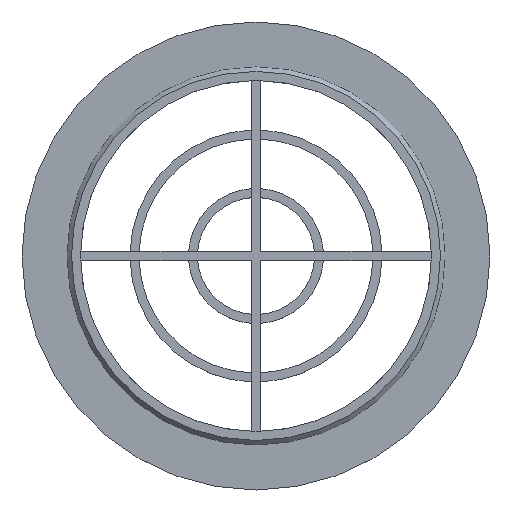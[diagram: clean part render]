
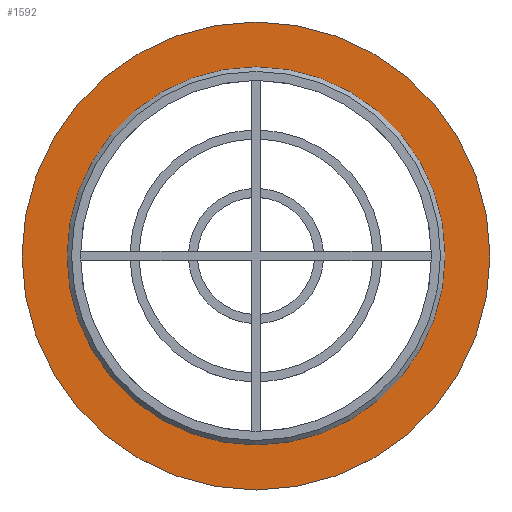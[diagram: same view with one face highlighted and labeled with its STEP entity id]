
A CAD part, top view. The second image highlights one B-rep face of the part: STEP entity #1592.
In plain terms, the highlighted planar face has unit normal (0, 0, 1).
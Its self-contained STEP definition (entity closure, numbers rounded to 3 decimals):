
#68=FACE_BOUND('',#316,.T.);
#112=PLANE('',#1761);
#216=FACE_OUTER_BOUND('',#315,.T.);
#315=EDGE_LOOP('',(#1479));
#316=EDGE_LOOP('',(#1480));
#572=CIRCLE('',#1612,42.);
#638=CIRCLE('',#1760,52.);
#641=VERTEX_POINT('',#2209);
#779=VERTEX_POINT('',#2779);
#784=EDGE_CURVE('',#641,#641,#572,.T.);
#1013=EDGE_CURVE('',#779,#779,#638,.T.);
#1479=ORIENTED_EDGE('',*,*,#1013,.T.);
#1480=ORIENTED_EDGE('',*,*,#784,.T.);
#1592=ADVANCED_FACE('',(#216,#68),#112,.T.);
#1612=AXIS2_PLACEMENT_3D('',#2211,#1775,#1776);
#1760=AXIS2_PLACEMENT_3D('',#2780,#2194,#2195);
#1761=AXIS2_PLACEMENT_3D('',#2782,#2197,#2198);
#1775=DIRECTION('center_axis',(0.,0.,-1.));
#1776=DIRECTION('ref_axis',(1.,0.,0.));
#2194=DIRECTION('center_axis',(0.,0.,1.));
#2195=DIRECTION('ref_axis',(1.,0.,0.));
#2197=DIRECTION('center_axis',(0.,0.,1.));
#2198=DIRECTION('ref_axis',(1.,0.,0.));
#2209=CARTESIAN_POINT('',(-42.,0.,2.));
#2211=CARTESIAN_POINT('Origin',(0.,0.,2.));
#2779=CARTESIAN_POINT('',(-52.,0.,2.));
#2780=CARTESIAN_POINT('Origin',(0.,0.,2.));
#2782=CARTESIAN_POINT('Origin',(0.,0.,2.));
